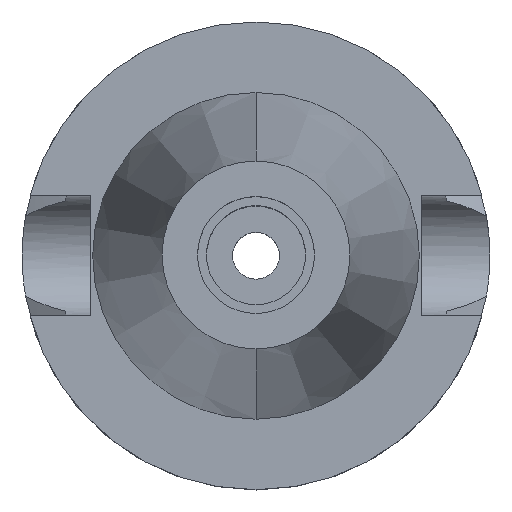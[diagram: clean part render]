
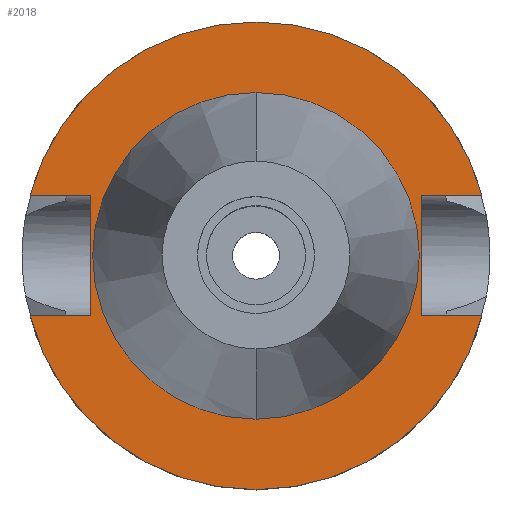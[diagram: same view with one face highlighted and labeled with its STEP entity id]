
A CAD part, top view. The second image highlights one B-rep face of the part: STEP entity #2018.
In plain terms, the highlighted planar face has unit normal (0, 0, 1).
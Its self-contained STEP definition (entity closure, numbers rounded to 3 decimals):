
#674=DIRECTION('',(1.,0.,0.));
#675=VECTOR('',#674,12.921);
#676=CARTESIAN_POINT('',(35.4,12.85,-1.5));
#677=LINE('',#676,#675);
#721=DIRECTION('',(0.,1.,0.));
#722=VECTOR('',#721,25.7);
#723=CARTESIAN_POINT('',(-35.4,-12.85,-1.5));
#724=LINE('',#723,#722);
#728=DIRECTION('',(-1.,0.,0.));
#729=VECTOR('',#728,12.921);
#730=CARTESIAN_POINT('',(-35.4,12.85,-1.5));
#731=LINE('',#730,#729);
#735=CARTESIAN_POINT('',(0.,0.,-1.5));
#736=DIRECTION('',(0.,0.,-1.));
#737=DIRECTION('',(-0.966,0.257,0.));
#738=AXIS2_PLACEMENT_3D('',#735,#736,#737);
#743=CARTESIAN_POINT('',(0.,0.,-1.5));
#744=DIRECTION('',(0.,0.,-1.));
#745=DIRECTION('',(0.,1.,0.));
#746=AXIS2_PLACEMENT_3D('',#743,#744,#745);
#751=DIRECTION('',(0.,-1.,0.));
#752=VECTOR('',#751,25.7);
#753=CARTESIAN_POINT('',(35.4,12.85,-1.5));
#754=LINE('',#753,#752);
#758=DIRECTION('',(1.,0.,0.));
#759=VECTOR('',#758,12.921);
#760=CARTESIAN_POINT('',(35.4,-12.85,-1.5));
#761=LINE('',#760,#759);
#765=CARTESIAN_POINT('',(0.,0.,-1.5));
#766=DIRECTION('',(0.,0.,-1.));
#767=DIRECTION('',(0.966,-0.257,0.));
#768=AXIS2_PLACEMENT_3D('',#765,#766,#767);
#773=CARTESIAN_POINT('',(0.,0.,-1.5));
#774=DIRECTION('',(0.,0.,-1.));
#775=DIRECTION('',(0.,-1.,0.));
#776=AXIS2_PLACEMENT_3D('',#773,#774,#775);
#781=CARTESIAN_POINT('',(0.,0.,-1.5));
#782=DIRECTION('',(0.,0.,1.));
#783=DIRECTION('',(0.,-1.,0.));
#784=AXIS2_PLACEMENT_3D('',#781,#782,#783);
#789=CARTESIAN_POINT('',(0.,0.,-1.5));
#790=DIRECTION('',(0.,0.,1.));
#791=DIRECTION('',(0.,1.,0.));
#792=AXIS2_PLACEMENT_3D('',#789,#790,#791);
#827=DIRECTION('',(-1.,0.,0.));
#828=VECTOR('',#827,12.921);
#829=CARTESIAN_POINT('',(-35.4,-12.85,-1.5));
#830=LINE('',#829,#828);
#1341=CARTESIAN_POINT('',(-35.4,-12.85,-1.5));
#1342=VERTEX_POINT('',#1341);
#1343=CARTESIAN_POINT('',(-48.321,-12.85,-1.5));
#1344=VERTEX_POINT('',#1343);
#1347=CARTESIAN_POINT('',(-35.4,12.85,-1.5));
#1348=VERTEX_POINT('',#1347);
#1349=CARTESIAN_POINT('',(-48.321,12.85,-1.5));
#1350=VERTEX_POINT('',#1349);
#1351=CARTESIAN_POINT('',(0.,50.,-1.5));
#1352=CARTESIAN_POINT('',(48.321,12.85,-1.5));
#1353=VERTEX_POINT('',#1351);
#1354=VERTEX_POINT('',#1352);
#1355=CARTESIAN_POINT('',(35.4,12.85,-1.5));
#1356=VERTEX_POINT('',#1355);
#1357=CARTESIAN_POINT('',(35.4,-12.85,-1.5));
#1358=VERTEX_POINT('',#1357);
#1359=CARTESIAN_POINT('',(48.321,-12.85,-1.5));
#1360=VERTEX_POINT('',#1359);
#1361=CARTESIAN_POINT('',(0.,-50.,-1.5));
#1362=VERTEX_POINT('',#1361);
#1363=CARTESIAN_POINT('',(0.,-34.925,-1.5));
#1364=CARTESIAN_POINT('',(0.,34.925,-1.5));
#1365=VERTEX_POINT('',#1363);
#1366=VERTEX_POINT('',#1364);
#1987=CARTESIAN_POINT('',(0.,0.,-1.5));
#1988=DIRECTION('',(0.,0.,-1.));
#1989=DIRECTION('',(0.,-1.,0.));
#1990=AXIS2_PLACEMENT_3D('',#1987,#1988,#1989);
#1991=PLANE('',#1990);
#1993=ORIENTED_EDGE('',*,*,#1992,.T.);
#1995=ORIENTED_EDGE('',*,*,#1994,.T.);
#1997=ORIENTED_EDGE('',*,*,#1996,.T.);
#1999=ORIENTED_EDGE('',*,*,#1998,.T.);
#2000=ORIENTED_EDGE('',*,*,#1963,.F.);
#2001=ORIENTED_EDGE('',*,*,#1977,.T.);
#2003=ORIENTED_EDGE('',*,*,#2002,.T.);
#2005=ORIENTED_EDGE('',*,*,#2004,.T.);
#2007=ORIENTED_EDGE('',*,*,#2006,.T.);
#2009=ORIENTED_EDGE('',*,*,#2008,.F.);
#2010=EDGE_LOOP('',(#1993,#1995,#1997,#1999,#2000,#2001,#2003,#2005,#2007,
#2009));
#2011=FACE_OUTER_BOUND('',#2010,.F.);
#2013=ORIENTED_EDGE('',*,*,#2012,.T.);
#2015=ORIENTED_EDGE('',*,*,#2014,.T.);
#2016=EDGE_LOOP('',(#2013,#2015));
#2017=FACE_BOUND('',#2016,.F.);
#739=CIRCLE('',#738,50.);
#747=CIRCLE('',#746,50.);
#769=CIRCLE('',#768,50.);
#777=CIRCLE('',#776,50.);
#785=CIRCLE('',#784,34.925);
#793=CIRCLE('',#792,34.925);
#1963=EDGE_CURVE('',#1356,#1354,#677,.T.);
#1977=EDGE_CURVE('',#1356,#1358,#754,.T.);
#1992=EDGE_CURVE('',#1342,#1348,#724,.T.);
#1994=EDGE_CURVE('',#1348,#1350,#731,.T.);
#1996=EDGE_CURVE('',#1350,#1353,#739,.T.);
#1998=EDGE_CURVE('',#1353,#1354,#747,.T.);
#2002=EDGE_CURVE('',#1358,#1360,#761,.T.);
#2004=EDGE_CURVE('',#1360,#1362,#769,.T.);
#2006=EDGE_CURVE('',#1362,#1344,#777,.T.);
#2008=EDGE_CURVE('',#1342,#1344,#830,.T.);
#2012=EDGE_CURVE('',#1365,#1366,#785,.T.);
#2014=EDGE_CURVE('',#1366,#1365,#793,.T.);
#2018=ADVANCED_FACE('',(#2011,#2017),#1991,.F.);
